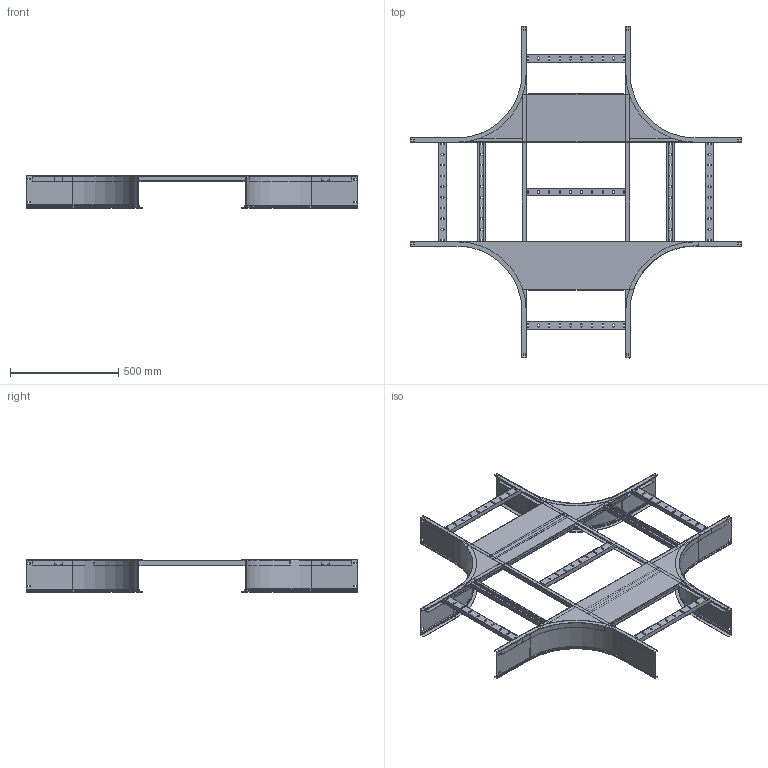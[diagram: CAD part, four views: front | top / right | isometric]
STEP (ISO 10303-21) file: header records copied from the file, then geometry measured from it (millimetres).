
FILE_DESCRIPTION (( 'STEP AP214' ), '1' );
FILE_NAME ('CKR04-4-150x500.STEP', '2021-03-10T05:32:33', ( '' ), ( '' ), 'SwSTEP 2.0', 'SolidWorks 2017', '' );
FILE_SCHEMA (( 'AUTOMOTIVE_DESIGN' ));
Length unit declared in the file: millimetre
Products named in the file (8): 岓臍 195.01.10 捘 冓憵-00_-03 (1474); ÊÈÂÀ 195.01.05 Ï-ïðîôèëü-00_668.2; CKR04-4-150x500; ÊÈÂÀ 195.01.01 Ëîíæåðîí áàçîâûé-00_-03 h150; ÊÈÂÀ 195.01.02 Ïëàñòèíà ñîåäèíèòåëüíàÿ-00_-03 (500); ÊÈÂÀ 195.01.04 Ï-ïðîôèëü-00_-03 (1474); ÊÈÂÀ 195.01.03_Ïëàíêà ïîïåðå÷íàÿ-00_-03; 岓臍 195.01.20 捘 冓憵-00_-03 (500)
Assembly tree (22 placements, depth 3):
  CKR04-4-150x500
    岓臍 195.01.10 捘 冓憵-00_-03 (1474)
      ÊÈÂÀ 195.01.04 Ï-ïðîôèëü-00_-03 (1474)  x2
      ÊÈÂÀ 195.01.03_Ïëàíêà ïîïåðå÷íàÿ-00_-03  x5
    岓臍 195.01.20 捘 冓憵-00_-03 (500)  x2
      ÊÈÂÀ 195.01.05 Ï-ïðîôèëü-00_668.2
      ÊÈÂÀ 195.01.03_Ïëàíêà ïîïåðå÷íàÿ-00_-03
    ÊÈÂÀ 195.01.02 Ïëàñòèíà ñîåäèíèòåëüíàÿ-00_-03 (500)  x4
    ÊÈÂÀ 195.01.01 Ëîíæåðîí áàçîâûé-00_-03 h150  x4
Bounding box: 1534 x 1534 x 151.2 mm (x, y, z)
Volume: 2528275.4 mm3; surface area: 4267775.7 mm2
Topology: 23 solids, 23 shells, 1578 faces, 4180 edges, 2648 vertices
Faces by surface type: plane 1142, cylinder 396, torus 24, cone 16
Entity records: 9992 total; most frequent: DIRECTION 1700, CARTESIAN_POINT 1673, ORIENTED_EDGE 1636, EDGE_CURVE 818, VECTOR 630, LINE 630, AXIS2_PLACEMENT_3D 535, VERTEX_POINT 508
